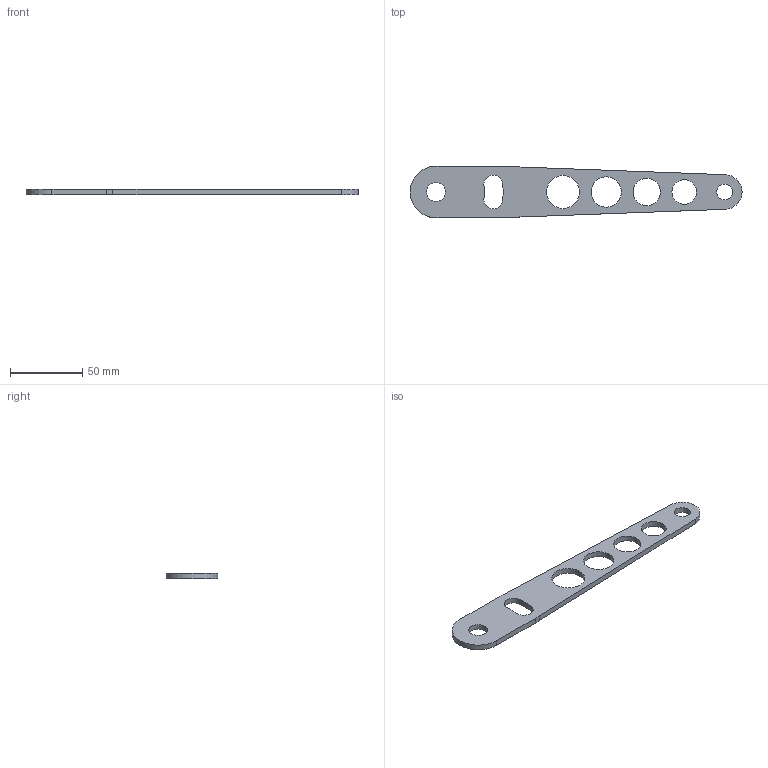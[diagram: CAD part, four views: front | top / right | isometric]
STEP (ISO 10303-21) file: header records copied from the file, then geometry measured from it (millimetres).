
FILE_DESCRIPTION(('CATIA V6 STEP'),'2;1');
FILE_NAME('PSI_PSPV2 ---.1.stp','2018-03-16T10:53:53+00:00',('none'),('none'),'3DEXPERIENCE Platform3DEXPERIENCE R2017x HotFix 6','3DEXPERIENCE Platform STEP AP203','none');
FILE_SCHEMA(('CONFIG_CONTROL_DESIGN'));
Length unit declared in the file: millimetre
Products named in the file (1): PSI_PSPV2
Bounding box: 230 x 36 x 4 mm (x, y, z)
Volume: 20829.8 mm3; surface area: 13946.8 mm2
Topology: 1 solids, 1 shells, 26 faces, 72 edges, 48 vertices
Faces by surface type: cylinder 20, plane 6
Entity records: 855 total; most frequent: ORIENTED_EDGE 144, CARTESIAN_POINT 141, DIRECTION 112, EDGE_CURVE 72, AXIS2_PLACEMENT_3D 61, VERTEX_POINT 48, CIRCLE 40, EDGE_LOOP 40
